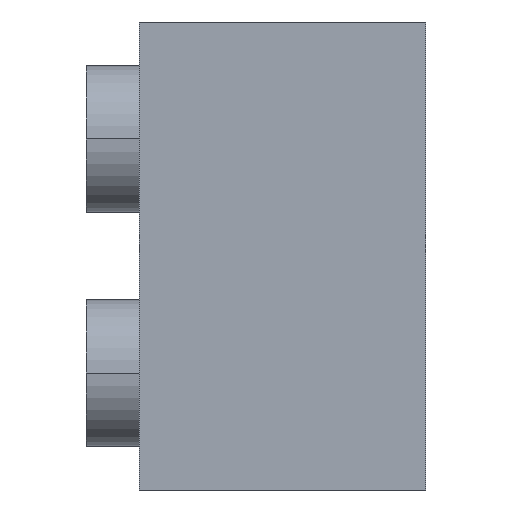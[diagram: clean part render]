
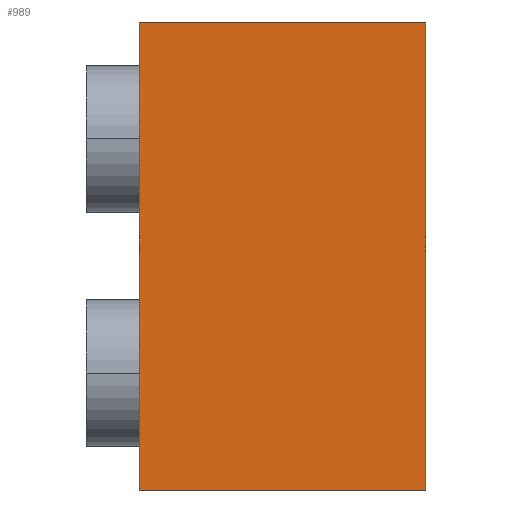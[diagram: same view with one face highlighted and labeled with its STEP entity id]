
A CAD part, left-side view. The second image highlights one B-rep face of the part: STEP entity #989.
In plain terms, the highlighted planar face has unit normal (-1, 0, 0).
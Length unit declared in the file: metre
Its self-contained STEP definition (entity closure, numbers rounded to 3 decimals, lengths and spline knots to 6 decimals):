
#9=DIRECTION('',(0.,0.,1.));
#10=VECTOR('',#9,0.0156);
#11=CARTESIAN_POINT('',(-0.0312,0.,-0.0156));
#12=LINE('',#11,#10);
#37=DIRECTION('',(0.,1.,0.));
#38=VECTOR('',#37,0.00955);
#39=CARTESIAN_POINT('',(-0.0312,0.,0.));
#40=LINE('',#39,#38);
#41=DIRECTION('',(0.,1.,0.));
#42=VECTOR('',#41,0.00955);
#43=CARTESIAN_POINT('',(-0.0312,0.,-0.0156));
#44=LINE('',#43,#42);
#57=DIRECTION('',(0.,0.,1.));
#58=VECTOR('',#57,0.0156);
#59=CARTESIAN_POINT('',(-0.0312,0.00955,-0.0156));
#60=LINE('',#59,#58);
#717=CARTESIAN_POINT('',(-0.0312,0.,-0.0156));
#718=VERTEX_POINT('',#717);
#719=CARTESIAN_POINT('',(-0.0312,0.,0.));
#720=VERTEX_POINT('',#719);
#725=CARTESIAN_POINT('',(-0.0312,0.00955,-0.0156));
#726=VERTEX_POINT('',#725);
#727=CARTESIAN_POINT('',(-0.0312,0.00955,0.));
#728=VERTEX_POINT('',#727);
#976=CARTESIAN_POINT('',(-0.0312,0.,-0.0156));
#977=DIRECTION('',(-1.,0.,0.));
#978=DIRECTION('',(0.,0.,1.));
#979=AXIS2_PLACEMENT_3D('',#976,#977,#978);
#980=PLANE('',#979);
#981=ORIENTED_EDGE('',*,*,#930,.F.);
#983=ORIENTED_EDGE('',*,*,#982,.T.);
#985=ORIENTED_EDGE('',*,*,#984,.T.);
#986=ORIENTED_EDGE('',*,*,#968,.F.);
#987=EDGE_LOOP('',(#981,#983,#985,#986));
#988=FACE_OUTER_BOUND('',#987,.F.);
#989=ADVANCED_FACE('',(#988),#980,.T.);
#930=EDGE_CURVE('',#718,#720,#12,.T.);
#968=EDGE_CURVE('',#720,#728,#40,.T.);
#982=EDGE_CURVE('',#718,#726,#44,.T.);
#984=EDGE_CURVE('',#726,#728,#60,.T.);
